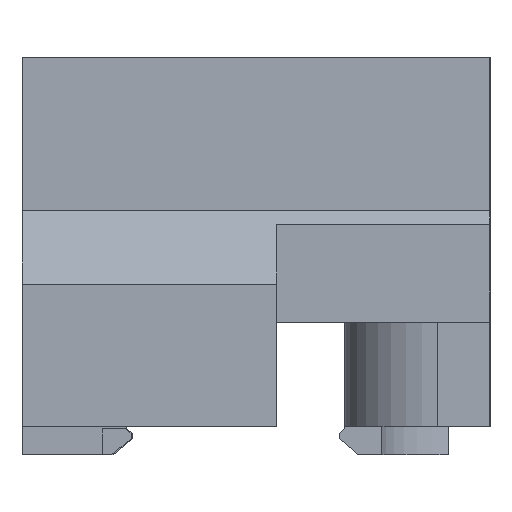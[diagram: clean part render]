
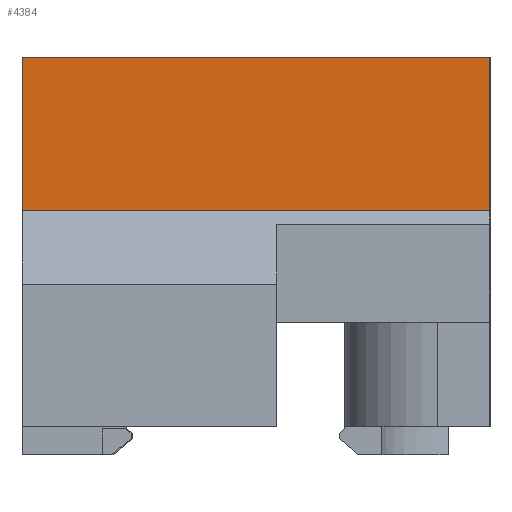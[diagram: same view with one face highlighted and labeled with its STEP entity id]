
A CAD part, left-side view. The second image highlights one B-rep face of the part: STEP entity #4384.
In plain terms, the highlighted planar face has unit normal (-1, 0, 0).
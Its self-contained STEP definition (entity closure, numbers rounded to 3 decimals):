
#945 = PLANE('',#946);
#946 = AXIS2_PLACEMENT_3D('',#947,#948,#949);
#947 = CARTESIAN_POINT('',(-1.002,8.5,-5.434));
#948 = DIRECTION('',(0.,1.,0.));
#949 = DIRECTION('',(1.,0.,0.));
#1881 = PLANE('',#1882);
#1882 = AXIS2_PLACEMENT_3D('',#1883,#1884,#1885);
#1883 = CARTESIAN_POINT('',(-4.2,-0.5,-7.));
#1884 = DIRECTION('',(0.,-1.,0.));
#1885 = DIRECTION('',(-1.,0.,0.));
#2144 = VERTEX_POINT('',#2145);
#2145 = CARTESIAN_POINT('',(-8.486,8.5,-3.852));
#2158 = PLANE('',#2159);
#2159 = AXIS2_PLACEMENT_3D('',#2160,#2161,#2162);
#2160 = CARTESIAN_POINT('',(-8.486,9.,-3.852));
#2161 = DIRECTION('',(0.707,0.,-0.707
    ));
#2162 = DIRECTION('',(-0.707,0.,
    -0.707));
#2169 = EDGE_CURVE('',#2144,#2170,#2172,.T.);
#2170 = VERTEX_POINT('',#2171);
#2171 = CARTESIAN_POINT('',(-8.486,8.5,-0.9));
#2172 = SURFACE_CURVE('',#2173,(#2177,#2183),.PCURVE_S1.);
#2173 = LINE('',#2174,#2175);
#2174 = CARTESIAN_POINT('',(-8.486,8.5,-4.643));
#2175 = VECTOR('',#2176,1.);
#2176 = DIRECTION('',(0.,0.,1.));
#2177 = PCURVE('',#945,#2178);
#2178 = DEFINITIONAL_REPRESENTATION('',(#2179),#2182);
#2179 = B_SPLINE_CURVE_WITH_KNOTS('',1,(#2180,#2181),.UNSPECIFIED.,.F.,
  .F.,(2,2),(0.791,3.743),.PIECEWISE_BEZIER_KNOTS.);
#2180 = CARTESIAN_POINT('',(-7.484,-1.582));
#2181 = CARTESIAN_POINT('',(-7.484,-4.534));
#2182 = ( GEOMETRIC_REPRESENTATION_CONTEXT(2) 
PARAMETRIC_REPRESENTATION_CONTEXT() REPRESENTATION_CONTEXT('2D SPACE',''
  ) );
#2183 = PCURVE('',#2184,#2189);
#2184 = PLANE('',#2185);
#2185 = AXIS2_PLACEMENT_3D('',#2186,#2187,#2188);
#2186 = CARTESIAN_POINT('',(-8.486,9.,-3.852));
#2187 = DIRECTION('',(-1.,0.,0.));
#2188 = DIRECTION('',(0.,0.,1.));
#2189 = DEFINITIONAL_REPRESENTATION('',(#2190),#2193);
#2190 = B_SPLINE_CURVE_WITH_KNOTS('',1,(#2191,#2192),.UNSPECIFIED.,.F.,
  .F.,(2,2),(0.791,3.743),.PIECEWISE_BEZIER_KNOTS.);
#2191 = CARTESIAN_POINT('',(0.,-0.5));
#2192 = CARTESIAN_POINT('',(2.952,-0.5));
#2193 = ( GEOMETRIC_REPRESENTATION_CONTEXT(2) 
PARAMETRIC_REPRESENTATION_CONTEXT() REPRESENTATION_CONTEXT('2D SPACE',''
  ) );
#2211 = PLANE('',#2212);
#2212 = AXIS2_PLACEMENT_3D('',#2213,#2214,#2215);
#2213 = CARTESIAN_POINT('',(-8.75,4.,-0.9));
#2214 = DIRECTION('',(0.,0.,1.));
#2215 = DIRECTION('',(0.,1.,0.));
#2677 = VERTEX_POINT('',#2678);
#2678 = CARTESIAN_POINT('',(-8.486,-0.5,-0.9));
#2701 = EDGE_CURVE('',#2677,#2702,#2704,.T.);
#2702 = VERTEX_POINT('',#2703);
#2703 = CARTESIAN_POINT('',(-8.486,-0.5,-3.852));
#2704 = SURFACE_CURVE('',#2705,(#2709,#2715),.PCURVE_S1.);
#2705 = LINE('',#2706,#2707);
#2706 = CARTESIAN_POINT('',(-8.486,-0.5,-5.426));
#2707 = VECTOR('',#2708,1.);
#2708 = DIRECTION('',(0.,0.,-1.));
#2709 = PCURVE('',#1881,#2710);
#2710 = DEFINITIONAL_REPRESENTATION('',(#2711),#2714);
#2711 = B_SPLINE_CURVE_WITH_KNOTS('',1,(#2712,#2713),.UNSPECIFIED.,.F.,
  .F.,(2,2),(-4.526,-1.574),.PIECEWISE_BEZIER_KNOTS.);
#2712 = CARTESIAN_POINT('',(4.286,-6.1));
#2713 = CARTESIAN_POINT('',(4.286,-3.148));
#2714 = ( GEOMETRIC_REPRESENTATION_CONTEXT(2) 
PARAMETRIC_REPRESENTATION_CONTEXT() REPRESENTATION_CONTEXT('2D SPACE',''
  ) );
#2715 = PCURVE('',#2184,#2716);
#2716 = DEFINITIONAL_REPRESENTATION('',(#2717),#2720);
#2717 = B_SPLINE_CURVE_WITH_KNOTS('',1,(#2718,#2719),.UNSPECIFIED.,.F.,
  .F.,(2,2),(-4.526,-1.574),.PIECEWISE_BEZIER_KNOTS.);
#2718 = CARTESIAN_POINT('',(2.952,-9.5));
#2719 = CARTESIAN_POINT('',(0.,-9.5));
#2720 = ( GEOMETRIC_REPRESENTATION_CONTEXT(2) 
PARAMETRIC_REPRESENTATION_CONTEXT() REPRESENTATION_CONTEXT('2D SPACE',''
  ) );
#4364 = EDGE_CURVE('',#2170,#2677,#4365,.T.);
#4365 = SURFACE_CURVE('',#4366,(#4370,#4376),.PCURVE_S1.);
#4366 = LINE('',#4367,#4368);
#4367 = CARTESIAN_POINT('',(-8.486,6.5,-0.9));
#4368 = VECTOR('',#4369,1.);
#4369 = DIRECTION('',(0.,-1.,0.));
#4370 = PCURVE('',#2211,#4371);
#4371 = DEFINITIONAL_REPRESENTATION('',(#4372),#4375);
#4372 = B_SPLINE_CURVE_WITH_KNOTS('',1,(#4373,#4374),.UNSPECIFIED.,.F.,
  .F.,(2,2),(-2.,7.),.PIECEWISE_BEZIER_KNOTS.);
#4373 = CARTESIAN_POINT('',(4.5,-0.264));
#4374 = CARTESIAN_POINT('',(-4.5,-0.264));
#4375 = ( GEOMETRIC_REPRESENTATION_CONTEXT(2) 
PARAMETRIC_REPRESENTATION_CONTEXT() REPRESENTATION_CONTEXT('2D SPACE',''
  ) );
#4376 = PCURVE('',#2184,#4377);
#4377 = DEFINITIONAL_REPRESENTATION('',(#4378),#4381);
#4378 = B_SPLINE_CURVE_WITH_KNOTS('',1,(#4379,#4380),.UNSPECIFIED.,.F.,
  .F.,(2,2),(-2.,7.),.PIECEWISE_BEZIER_KNOTS.);
#4379 = CARTESIAN_POINT('',(2.952,-0.5));
#4380 = CARTESIAN_POINT('',(2.952,-9.5));
#4381 = ( GEOMETRIC_REPRESENTATION_CONTEXT(2) 
PARAMETRIC_REPRESENTATION_CONTEXT() REPRESENTATION_CONTEXT('2D SPACE',''
  ) );
#4384 = ADVANCED_FACE('',(#4385),#2184,.T.);
#4385 = FACE_BOUND('',#4386,.T.);
#4386 = EDGE_LOOP('',(#4387,#4388,#4409,#4410));
#4387 = ORIENTED_EDGE('',*,*,#2169,.F.);
#4388 = ORIENTED_EDGE('',*,*,#4389,.T.);
#4389 = EDGE_CURVE('',#2144,#2702,#4390,.T.);
#4390 = SURFACE_CURVE('',#4391,(#4395,#4402),.PCURVE_S1.);
#4391 = LINE('',#4392,#4393);
#4392 = CARTESIAN_POINT('',(-8.486,9.,-3.852));
#4393 = VECTOR('',#4394,1.);
#4394 = DIRECTION('',(0.,-1.,0.));
#4395 = PCURVE('',#2184,#4396);
#4396 = DEFINITIONAL_REPRESENTATION('',(#4397),#4401);
#4397 = LINE('',#4398,#4399);
#4398 = CARTESIAN_POINT('',(0.,0.));
#4399 = VECTOR('',#4400,1.);
#4400 = DIRECTION('',(0.,-1.));
#4401 = ( GEOMETRIC_REPRESENTATION_CONTEXT(2) 
PARAMETRIC_REPRESENTATION_CONTEXT() REPRESENTATION_CONTEXT('2D SPACE',''
  ) );
#4402 = PCURVE('',#2158,#4403);
#4403 = DEFINITIONAL_REPRESENTATION('',(#4404),#4408);
#4404 = LINE('',#4405,#4406);
#4405 = CARTESIAN_POINT('',(0.,0.));
#4406 = VECTOR('',#4407,1.);
#4407 = DIRECTION('',(0.,-1.));
#4408 = ( GEOMETRIC_REPRESENTATION_CONTEXT(2) 
PARAMETRIC_REPRESENTATION_CONTEXT() REPRESENTATION_CONTEXT('2D SPACE',''
  ) );
#4409 = ORIENTED_EDGE('',*,*,#2701,.F.);
#4410 = ORIENTED_EDGE('',*,*,#4364,.F.);
